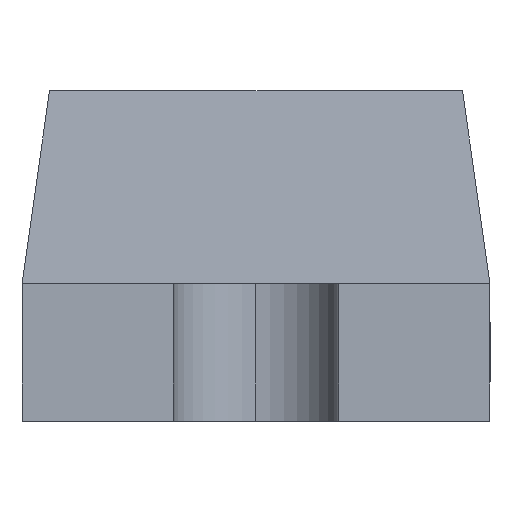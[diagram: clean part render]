
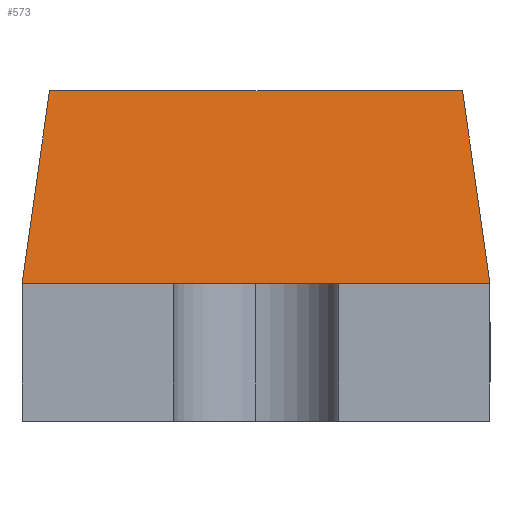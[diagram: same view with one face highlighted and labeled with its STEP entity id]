
A CAD part, left-side view. The second image highlights one B-rep face of the part: STEP entity #573.
In plain terms, the highlighted planar face has unit normal (-0.99, 0, 0.141).
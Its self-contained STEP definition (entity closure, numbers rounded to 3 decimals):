
#534=CARTESIAN_POINT('',(-0.95,-0.85,0.85));
#535=DIRECTION('',(-0.99,0.,0.141));
#536=DIRECTION('',(0.141,0.0,0.99));
#537=AXIS2_PLACEMENT_3D('',#534,#535,#536);
#538=PLANE('',#537);
#539=CARTESIAN_POINT('',(-1.,-0.85,0.5));
#540=VERTEX_POINT('',#539);
#541=CARTESIAN_POINT('',(-0.9,-0.75,1.2));
#542=VERTEX_POINT('',#541);
#543=CARTESIAN_POINT('',(-1.,-0.85,0.5));
#544=DIRECTION('',(0.14,0.14,0.98));
#545=VECTOR('',#544,0.714);
#546=LINE('',#543,#545);
#547=EDGE_CURVE('',#540,#542,#546,.T.);
#548=ORIENTED_EDGE('',*,*,#547,.T.);
#549=CARTESIAN_POINT('',(-0.9,0.75,1.2));
#550=VERTEX_POINT('',#549);
#551=CARTESIAN_POINT('',(-0.9,-0.75,1.2));
#552=DIRECTION('',(0.0,1.0,0.0));
#553=VECTOR('',#552,1.5);
#554=LINE('',#551,#553);
#555=EDGE_CURVE('',#542,#550,#554,.T.);
#556=ORIENTED_EDGE('',*,*,#555,.T.);
#557=CARTESIAN_POINT('',(-1.,0.85,0.5));
#558=VERTEX_POINT('',#557);
#559=CARTESIAN_POINT('',(-0.9,0.75,1.2));
#560=DIRECTION('',(-0.14,0.14,-0.98));
#561=VECTOR('',#560,0.714);
#562=LINE('',#559,#561);
#563=EDGE_CURVE('',#550,#558,#562,.T.);
#564=ORIENTED_EDGE('',*,*,#563,.T.);
#565=CARTESIAN_POINT('',(-1.,-0.85,0.5));
#566=DIRECTION('',(0.0,1.0,0.0));
#567=VECTOR('',#566,1.7);
#568=LINE('',#565,#567);
#569=EDGE_CURVE('',#540,#558,#568,.T.);
#570=ORIENTED_EDGE('',*,*,#569,.F.);
#571=EDGE_LOOP('',(#548,#556,#564,#570));
#572=FACE_OUTER_BOUND('',#571,.T.);
#573=ADVANCED_FACE('',(#572),#538,.T.);
